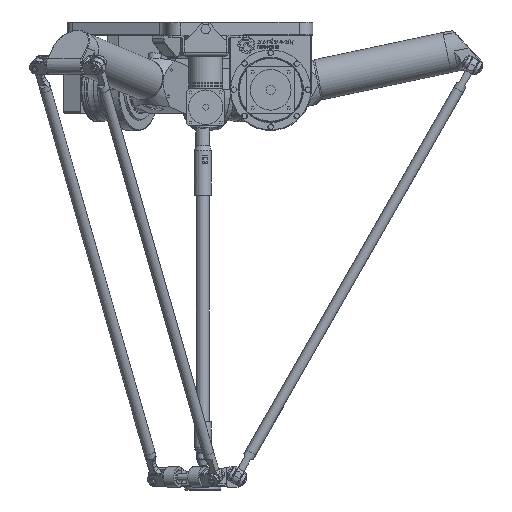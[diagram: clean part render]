
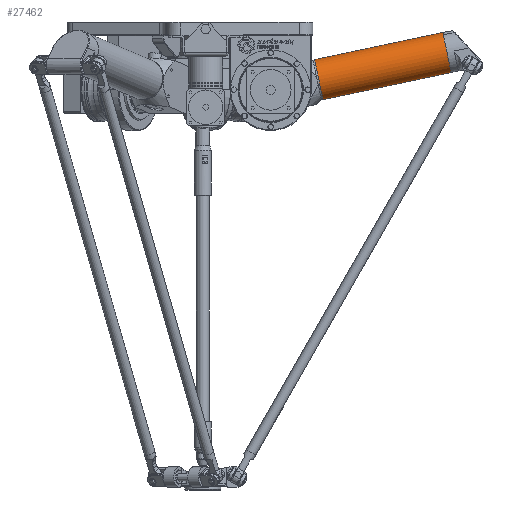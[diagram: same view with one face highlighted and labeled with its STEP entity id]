
A CAD part, front view. The second image highlights one B-rep face of the part: STEP entity #27462.
In plain terms, the highlighted cylindrical face has radius 30.05 mm (diameter 60.1 mm), a full revolution.
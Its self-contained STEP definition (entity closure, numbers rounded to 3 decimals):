
#948=FACE_BOUND('',#7125,.T.);
#2822=CIRCLE('',#30461,30.05);
#2824=CIRCLE('',#30464,30.05);
#3469=CYLINDRICAL_SURFACE('',#30466,30.05);
#4931=FACE_OUTER_BOUND('',#7124,.T.);
#7124=EDGE_LOOP('',(#24054));
#7125=EDGE_LOOP('',(#24055));
#13914=VERTEX_POINT('',#53473);
#13916=VERTEX_POINT('',#53478);
#17358=EDGE_CURVE('',#13914,#13914,#2822,.T.);
#17360=EDGE_CURVE('',#13916,#13916,#2824,.T.);
#24054=ORIENTED_EDGE('',*,*,#17360,.F.);
#24055=ORIENTED_EDGE('',*,*,#17358,.F.);
#27462=ADVANCED_FACE('',(#4931,#948),#3469,.T.);
#30461=AXIS2_PLACEMENT_3D('',#53474,#37729,#37730);
#30464=AXIS2_PLACEMENT_3D('',#53479,#37735,#37736);
#30466=AXIS2_PLACEMENT_3D('',#53482,#37739,#37740);
#37729=DIRECTION('center_axis',(0.,0.,-1.));
#37730=DIRECTION('ref_axis',(-1.,0.,0.));
#37735=DIRECTION('center_axis',(0.,0.,1.));
#37736=DIRECTION('ref_axis',(-1.,0.,0.));
#37739=DIRECTION('center_axis',(0.,0.,1.));
#37740=DIRECTION('ref_axis',(-1.,0.,0.));
#53473=CARTESIAN_POINT('',(30.05,0.,0.));
#53474=CARTESIAN_POINT('Origin',(0.,0.,0.));
#53478=CARTESIAN_POINT('',(30.05,0.,193.25));
#53479=CARTESIAN_POINT('Origin',(0.,0.,193.25));
#53482=CARTESIAN_POINT('Origin',(0.,0.,0.));
